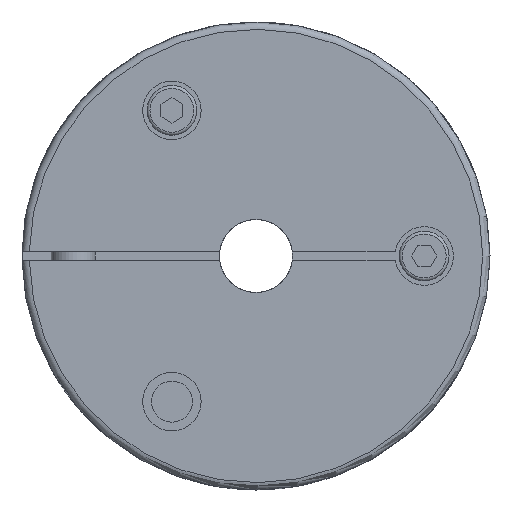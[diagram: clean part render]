
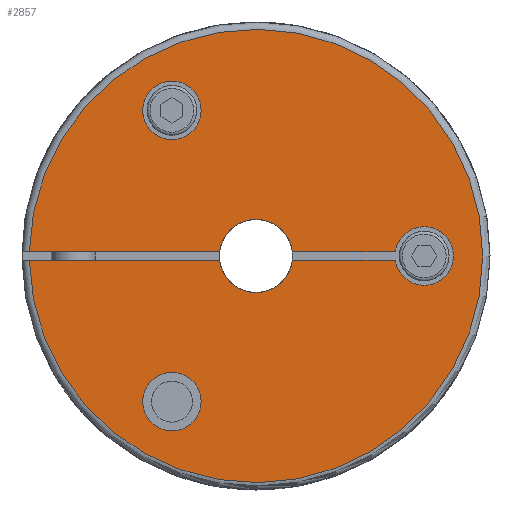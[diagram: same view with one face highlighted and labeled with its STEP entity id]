
A CAD part, left-side view. The second image highlights one B-rep face of the part: STEP entity #2857.
In plain terms, the highlighted planar face has unit normal (-1, 0, 0).
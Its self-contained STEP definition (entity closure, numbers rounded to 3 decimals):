
#140=LINE('',#4296,#370);
#141=LINE('',#4301,#371);
#142=LINE('',#4305,#372);
#143=LINE('',#4309,#373);
#370=VECTOR('',#3422,1000.);
#371=VECTOR('',#3425,1000.);
#372=VECTOR('',#3428,1000.);
#373=VECTOR('',#3431,1000.);
#600=ORIENTED_EDGE('',*,*,#1360,.T.);
#601=ORIENTED_EDGE('',*,*,#1361,.T.);
#602=ORIENTED_EDGE('',*,*,#1362,.T.);
#603=ORIENTED_EDGE('',*,*,#1363,.T.);
#604=ORIENTED_EDGE('',*,*,#1364,.T.);
#605=ORIENTED_EDGE('',*,*,#1365,.T.);
#606=ORIENTED_EDGE('',*,*,#1366,.T.);
#607=ORIENTED_EDGE('',*,*,#1367,.F.);
#608=ORIENTED_EDGE('',*,*,#1368,.T.);
#609=ORIENTED_EDGE('',*,*,#1369,.T.);
#1360=EDGE_CURVE('',#1740,#1740,#2022,.T.);
#1361=EDGE_CURVE('',#1741,#1741,#2023,.T.);
#1362=EDGE_CURVE('',#1742,#1743,#140,.T.);
#1363=EDGE_CURVE('',#1743,#1744,#2024,.T.);
#1364=EDGE_CURVE('',#1744,#1745,#141,.T.);
#1365=EDGE_CURVE('',#1745,#1746,#2025,.T.);
#1366=EDGE_CURVE('',#1746,#1747,#142,.T.);
#1367=EDGE_CURVE('',#1748,#1747,#2026,.T.);
#1368=EDGE_CURVE('',#1748,#1749,#143,.T.);
#1369=EDGE_CURVE('',#1749,#1742,#2027,.T.);
#1740=VERTEX_POINT('',#4293);
#1741=VERTEX_POINT('',#4295);
#1742=VERTEX_POINT('',#4297);
#1743=VERTEX_POINT('',#4298);
#1744=VERTEX_POINT('',#4300);
#1745=VERTEX_POINT('',#4302);
#1746=VERTEX_POINT('',#4304);
#1747=VERTEX_POINT('',#4306);
#1748=VERTEX_POINT('',#4308);
#1749=VERTEX_POINT('',#4310);
#2022=CIRCLE('',#3093,4.);
#2023=CIRCLE('',#3094,4.);
#2024=CIRCLE('',#3095,4.);
#2025=CIRCLE('',#3096,5.);
#2026=CIRCLE('',#3097,31.);
#2027=CIRCLE('',#3098,5.);
#2146=EDGE_LOOP('',(#600));
#2147=EDGE_LOOP('',(#601));
#2148=EDGE_LOOP('',(#602,#603,#604,#605,#606,#607,#608,#609));
#2442=FACE_BOUND('',#2146,.T.);
#2443=FACE_BOUND('',#2147,.T.);
#2444=FACE_BOUND('',#2148,.T.);
#2738=PLANE('',#3092);
#2857=ADVANCED_FACE('',(#2442,#2443,#2444),#2738,.F.);
#3092=AXIS2_PLACEMENT_3D('',#4291,#3416,#3417);
#3093=AXIS2_PLACEMENT_3D('',#4292,#3418,#3419);
#3094=AXIS2_PLACEMENT_3D('',#4294,#3420,#3421);
#3095=AXIS2_PLACEMENT_3D('',#4299,#3423,#3424);
#3096=AXIS2_PLACEMENT_3D('',#4303,#3426,#3427);
#3097=AXIS2_PLACEMENT_3D('',#4307,#3429,#3430);
#3098=AXIS2_PLACEMENT_3D('',#4311,#3432,#3433);
#3416=DIRECTION('',(1.,0.,0.));
#3417=DIRECTION('',(0.,0.,-1.));
#3418=DIRECTION('',(1.,0.,0.));
#3419=DIRECTION('',(0.,0.,-1.));
#3420=DIRECTION('',(1.,0.,0.));
#3421=DIRECTION('',(0.,0.,-1.));
#3422=DIRECTION('',(0.,-1.,0.));
#3423=DIRECTION('',(1.,0.,0.));
#3424=DIRECTION('',(0.,0.,-1.));
#3425=DIRECTION('',(0.,1.,0.));
#3426=DIRECTION('',(1.,0.,0.));
#3427=DIRECTION('',(0.,0.,-1.));
#3428=DIRECTION('',(0.,1.,0.));
#3429=DIRECTION('',(1.,0.,0.));
#3430=DIRECTION('',(0.,0.,-1.));
#3431=DIRECTION('',(0.,-1.,0.));
#3432=DIRECTION('',(1.,0.,0.));
#3433=DIRECTION('',(0.,0.,-1.));
#4291=CARTESIAN_POINT('',(0.,0.,0.));
#4292=CARTESIAN_POINT('',(0.,11.5,-19.919));
#4293=CARTESIAN_POINT('',(0.,11.5,-23.919));
#4294=CARTESIAN_POINT('',(0.,11.5,19.919));
#4295=CARTESIAN_POINT('',(0.,11.5,15.919));
#4296=CARTESIAN_POINT('',(0.,0.,0.6));
#4297=CARTESIAN_POINT('',(0.,-4.964,0.6));
#4298=CARTESIAN_POINT('',(0.,-19.045,0.6));
#4299=CARTESIAN_POINT('',(0.,-23.,0.));
#4300=CARTESIAN_POINT('',(0.,-19.045,-0.6));
#4301=CARTESIAN_POINT('',(0.,-19.4,-0.6));
#4302=CARTESIAN_POINT('',(0.,-4.964,-0.6));
#4303=CARTESIAN_POINT('',(0.,0.,0.));
#4304=CARTESIAN_POINT('',(0.,4.964,-0.6));
#4305=CARTESIAN_POINT('',(0.,0.,-0.6));
#4306=CARTESIAN_POINT('',(0.,30.994,-0.6));
#4307=CARTESIAN_POINT('',(0.,0.,0.));
#4308=CARTESIAN_POINT('',(0.,30.994,0.6));
#4309=CARTESIAN_POINT('',(0.,32.,0.6));
#4310=CARTESIAN_POINT('',(0.,4.964,0.6));
#4311=CARTESIAN_POINT('',(0.,0.,0.));
